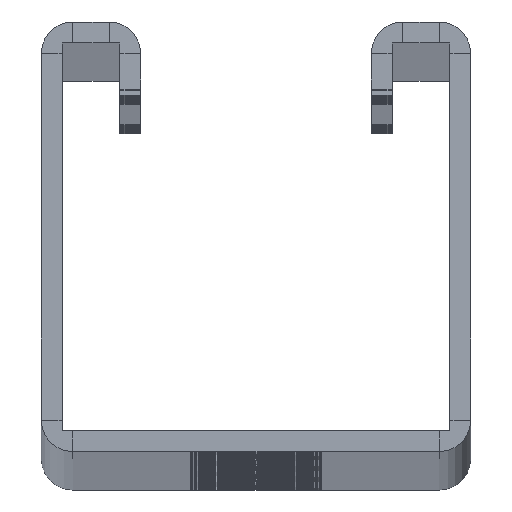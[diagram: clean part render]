
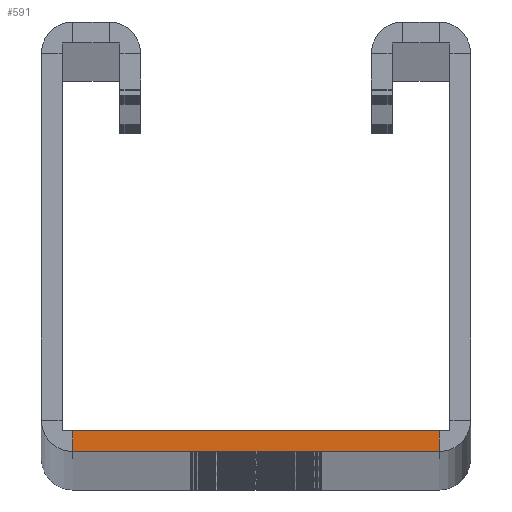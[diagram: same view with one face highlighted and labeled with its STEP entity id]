
A CAD part, top view. The second image highlights one B-rep face of the part: STEP entity #591.
In plain terms, the highlighted planar face has unit normal (0, 0, 1).
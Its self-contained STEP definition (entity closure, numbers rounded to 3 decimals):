
#591 = ADVANCED_FACE ( 'NONE', ( #53163 ), #39627, .T. ) ;
#4583 = CARTESIAN_POINT ( 'NONE',  ( 17.5, 2., 0. ) ) ;
#4702 = VERTEX_POINT ( 'NONE', #11915 ) ;
#5256 = VECTOR ( 'NONE', #66768, 1000. ) ;
#7000 = ORIENTED_EDGE ( 'NONE', *, *, #52090, .F. ) ;
#7955 = EDGE_LOOP ( 'NONE', ( #46255, #62165, #7000, #22001 ) ) ;
#8159 = DIRECTION ( 'NONE',  ( -1., 0., 0. ) ) ;
#10142 = CARTESIAN_POINT ( 'NONE',  ( -17.5, 2., 0. ) ) ;
#11061 = DIRECTION ( 'NONE',  ( 0., 0., 1. ) ) ;
#11663 = LINE ( 'NONE', #16867, #60107 ) ;
#11915 = CARTESIAN_POINT ( 'NONE',  ( 17.5, 0., 0. ) ) ;
#12769 = CARTESIAN_POINT ( 'NONE',  ( 0., 0., 0. ) ) ;
#16867 = CARTESIAN_POINT ( 'NONE',  ( 17.5, 2., 0. ) ) ;
#17201 = CARTESIAN_POINT ( 'NONE',  ( 0., 2., 0. ) ) ;
#22001 = ORIENTED_EDGE ( 'NONE', *, *, #35908, .F. ) ;
#26374 = CARTESIAN_POINT ( 'NONE',  ( -17.5, 0., 0. ) ) ;
#27534 = VECTOR ( 'NONE', #8159, 1000. ) ;
#35908 = EDGE_CURVE ( 'NONE', #54027, #4702, #11663, .T. ) ;
#38969 = LINE ( 'NONE', #10142, #49339 ) ;
#39627 = PLANE ( 'NONE',  #64899 ) ;
#39642 = LINE ( 'NONE', #12769, #27534 ) ;
#43816 = CARTESIAN_POINT ( 'NONE',  ( -17.5, 2., 0. ) ) ;
#44559 = VERTEX_POINT ( 'NONE', #26374 ) ;
#44939 = CARTESIAN_POINT ( 'NONE',  ( -14., 38., 0. ) ) ;
#46255 = ORIENTED_EDGE ( 'NONE', *, *, #48412, .T. ) ;
#48164 = DIRECTION ( 'NONE',  ( 0., -1., 0. ) ) ;
#48412 = EDGE_CURVE ( 'NONE', #54027, #70263, #57150, .T. ) ;
#49339 = VECTOR ( 'NONE', #48164, 1000. ) ;
#50457 = DIRECTION ( 'NONE',  ( 1., 0., 0. ) ) ;
#52090 = EDGE_CURVE ( 'NONE', #4702, #44559, #39642, .T. ) ;
#53163 = FACE_OUTER_BOUND ( 'NONE', #7955, .T. ) ;
#54027 = VERTEX_POINT ( 'NONE', #4583 ) ;
#56619 = EDGE_CURVE ( 'NONE', #70263, #44559, #38969, .T. ) ;
#57150 = LINE ( 'NONE', #17201, #5256 ) ;
#60107 = VECTOR ( 'NONE', #66905, 1000. ) ;
#62165 = ORIENTED_EDGE ( 'NONE', *, *, #56619, .T. ) ;
#64899 = AXIS2_PLACEMENT_3D ( 'NONE', #44939, #11061, #50457 ) ;
#66768 = DIRECTION ( 'NONE',  ( -1., 0., 0. ) ) ;
#66905 = DIRECTION ( 'NONE',  ( 0., -1., 0. ) ) ;
#70263 = VERTEX_POINT ( 'NONE', #43816 ) ;
